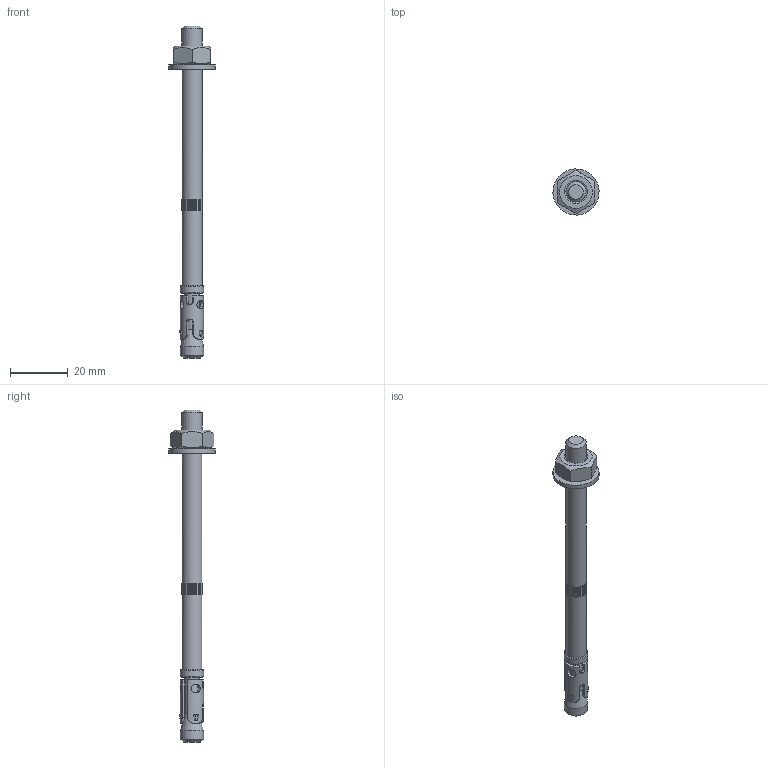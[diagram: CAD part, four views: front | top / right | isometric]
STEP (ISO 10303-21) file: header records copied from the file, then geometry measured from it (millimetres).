
FILE_DESCRIPTION((''),'2;1');
FILE_NAME('116764.stp','2010-09-13T08:42:27',('DMK009'),(''),'Autodesk Inventor 2010','Autodesk Inventor 2010','');
FILE_SCHEMA(('AUTOMOTIVE_DESIGN { 1 0 10303 214 1 1 1 1 }'));
Length unit declared in the file: millimetre
Products named in the file (1): 116764
Bounding box: 15.98 x 15.98 x 115 mm (x, y, z)
Volume: 5337.4 mm3; surface area: 3822.9 mm2
Topology: 1 solids, 1 shells, 210 faces, 526 edges, 348 vertices
Faces by surface type: plane 166, cylinder 21, bspline 11, cone 10, torus 2
Full cylindrical faces by diameter (mm): 5 x1, 7 x2, 8 x2, 16 x1
Entity records: 6902 total; most frequent: CARTESIAN_POINT 2020, ORIENTED_EDGE 1000, DIRECTION 928, EDGE_CURVE 500, VERTEX_POINT 340, VECTOR 320, LINE 320, AXIS2_PLACEMENT_3D 304
